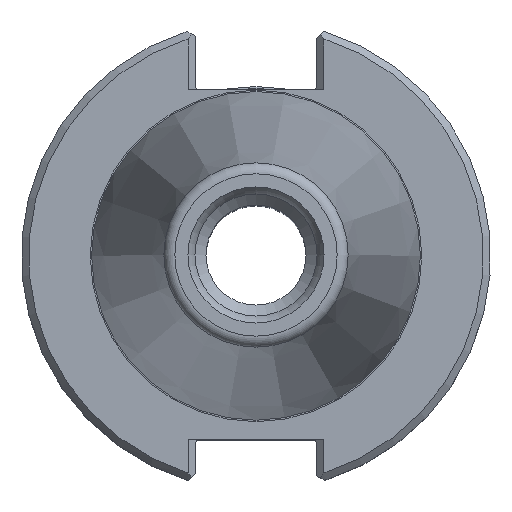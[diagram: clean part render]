
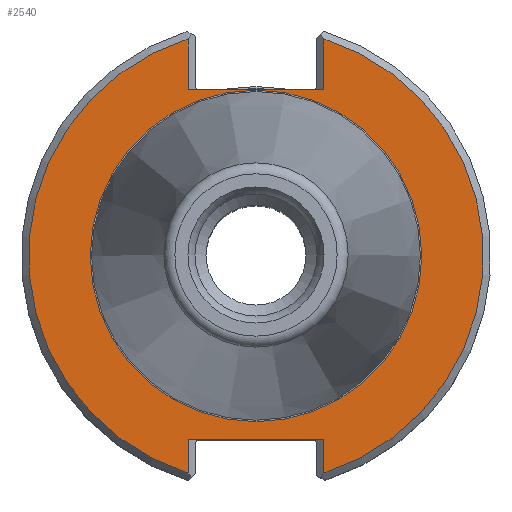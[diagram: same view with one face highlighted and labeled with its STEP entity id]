
A CAD part, top view. The second image highlights one B-rep face of the part: STEP entity #2540.
In plain terms, the highlighted planar face has unit normal (0, 0, 1).
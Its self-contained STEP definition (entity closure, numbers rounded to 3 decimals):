
#67=LINE('',#3751,#144);
#68=LINE('',#3753,#145);
#71=LINE('',#3758,#148);
#76=LINE('',#3766,#153);
#86=LINE('',#3795,#163);
#97=LINE('',#3832,#174);
#144=VECTOR('',#3091,1000.);
#145=VECTOR('',#3094,1000.);
#148=VECTOR('',#3099,1000.);
#153=VECTOR('',#3106,1000.);
#163=VECTOR('',#3122,1000.);
#174=VECTOR('',#3139,1000.);
#310=PLANE('',#2735);
#596=ORIENTED_EDGE('',*,*,#977,.F.);
#597=ORIENTED_EDGE('',*,*,#860,.T.);
#598=ORIENTED_EDGE('',*,*,#944,.T.);
#599=ORIENTED_EDGE('',*,*,#956,.F.);
#600=ORIENTED_EDGE('',*,*,#936,.T.);
#601=ORIENTED_EDGE('',*,*,#868,.T.);
#602=ORIENTED_EDGE('',*,*,#935,.T.);
#603=ORIENTED_EDGE('',*,*,#970,.F.);
#604=ORIENTED_EDGE('',*,*,#939,.T.);
#860=EDGE_CURVE('',#1086,#1091,#1257,.T.);
#868=EDGE_CURVE('',#1098,#1097,#1261,.T.);
#935=EDGE_CURVE('',#1097,#1153,#67,.T.);
#936=EDGE_CURVE('',#1154,#1098,#68,.T.);
#939=EDGE_CURVE('',#1155,#1086,#71,.T.);
#944=EDGE_CURVE('',#1091,#1156,#76,.T.);
#956=EDGE_CURVE('',#1154,#1156,#86,.T.);
#970=EDGE_CURVE('',#1155,#1153,#97,.T.);
#977=EDGE_CURVE('',#1179,#1179,#1283,.T.);
#1086=VERTEX_POINT('',#3470);
#1091=VERTEX_POINT('',#3479);
#1097=VERTEX_POINT('',#3496);
#1098=VERTEX_POINT('',#3498);
#1153=VERTEX_POINT('',#3750);
#1154=VERTEX_POINT('',#3754);
#1155=VERTEX_POINT('',#3759);
#1156=VERTEX_POINT('',#3765);
#1179=VERTEX_POINT('',#3859);
#1257=CIRCLE('',#2666,30.75);
#1261=CIRCLE('',#2673,30.75);
#1283=CIRCLE('',#2736,22.413);
#1403=EDGE_LOOP('',(#596));
#1404=EDGE_LOOP('',(#597,#598,#599,#600,#601,#602,#603,#604));
#1573=FACE_BOUND('',#1403,.T.);
#1574=FACE_BOUND('',#1404,.T.);
#2540=ADVANCED_FACE('',(#1573,#1574),#310,.T.);
#2666=AXIS2_PLACEMENT_3D('',#3480,#2960,#2961);
#2673=AXIS2_PLACEMENT_3D('',#3497,#2978,#2979);
#2735=AXIS2_PLACEMENT_3D('',#3857,#3152,#3153);
#2736=AXIS2_PLACEMENT_3D('',#3858,#3154,#3155);
#2960=DIRECTION('',(0.,0.,1.));
#2961=DIRECTION('',(1.,0.,0.));
#2978=DIRECTION('',(0.,0.,1.));
#2979=DIRECTION('',(1.,0.,0.));
#3091=DIRECTION('',(0.,-1.,0.));
#3094=DIRECTION('',(0.,-1.,0.));
#3099=DIRECTION('',(0.,1.,0.));
#3106=DIRECTION('',(0.,1.,0.));
#3122=DIRECTION('',(-1.,0.,0.));
#3139=DIRECTION('',(1.,0.,0.));
#3152=DIRECTION('',(0.,0.,1.));
#3153=DIRECTION('',(1.,0.,0.));
#3154=DIRECTION('',(0.,0.,1.));
#3155=DIRECTION('',(1.,0.,0.));
#3470=CARTESIAN_POINT('',(-9.19,29.345,-3.17));
#3479=CARTESIAN_POINT('',(-9.19,-29.345,-3.17));
#3480=CARTESIAN_POINT('',(0.,0.,-3.17));
#3496=CARTESIAN_POINT('',(9.19,29.345,-3.17));
#3497=CARTESIAN_POINT('',(0.,0.,-3.17));
#3498=CARTESIAN_POINT('',(9.19,-29.345,-3.17));
#3750=CARTESIAN_POINT('',(9.19,22.46,-3.17));
#3751=CARTESIAN_POINT('',(9.19,22.46,-3.17));
#3753=CARTESIAN_POINT('',(9.19,-30.831,-3.17));
#3754=CARTESIAN_POINT('',(9.19,-24.87,-3.17));
#3758=CARTESIAN_POINT('',(-9.19,30.831,-3.17));
#3759=CARTESIAN_POINT('',(-9.19,22.46,-3.17));
#3765=CARTESIAN_POINT('',(-9.19,-24.87,-3.17));
#3766=CARTESIAN_POINT('',(-9.19,-24.87,-3.17));
#3795=CARTESIAN_POINT('',(8.19,-24.87,-3.17));
#3832=CARTESIAN_POINT('',(-8.19,22.46,-3.17));
#3857=CARTESIAN_POINT('',(22.413,0.,-3.17));
#3858=CARTESIAN_POINT('',(0.,0.,-3.17));
#3859=CARTESIAN_POINT('',(22.413,0.,-3.17));
